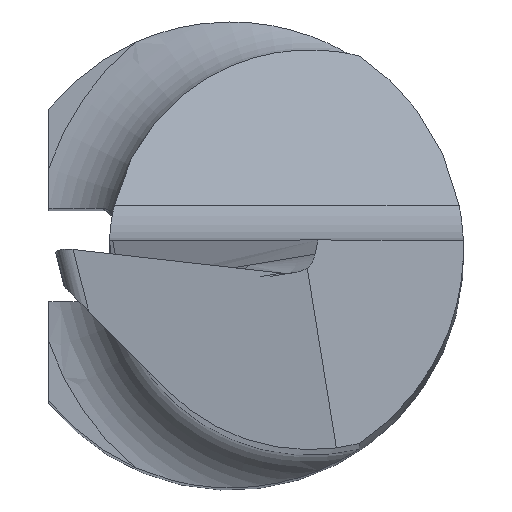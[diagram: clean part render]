
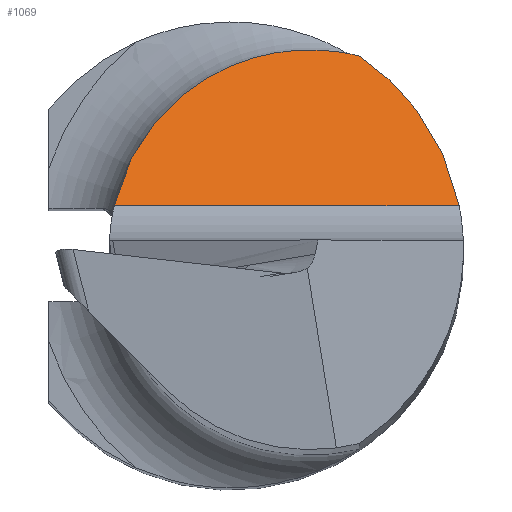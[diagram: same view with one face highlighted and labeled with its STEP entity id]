
A CAD part, top view. The second image highlights one B-rep face of the part: STEP entity #1069.
In plain terms, the highlighted planar face has unit normal (0, 0.766, 0.643).
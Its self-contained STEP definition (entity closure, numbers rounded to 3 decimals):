
#13 = EDGE_LOOP ( 'NONE', ( #1218, #39, #54 ) ) ;
#39 = ORIENTED_EDGE ( 'NONE', *, *, #991, .T. ) ;
#54 = ORIENTED_EDGE ( 'NONE', *, *, #851, .F. ) ;
#82 = CARTESIAN_POINT ( 'NONE',  ( 2.5, 0.474, 45.999 ) ) ;
#89 = CARTESIAN_POINT ( 'NONE',  ( 0.135, 2.402, 43.702 ) ) ;
#233 = CARTESIAN_POINT ( 'NONE',  ( 1.382, 2.083, 44.082 ) ) ;
#298 = VERTEX_POINT ( 'NONE', #931 ) ;
#351 = CARTESIAN_POINT ( 'NONE',  ( -0.963, 1.73, 44.503 ) ) ;
#369 = LINE ( 'NONE', #82, #970 ) ;
#450 = CARTESIAN_POINT ( 'NONE',  ( 2.455, 0.474, 45.999 ) ) ;
#493 = CARTESIAN_POINT ( 'NONE',  ( -1.247, 0.474, 45.999 ) ) ;
#504 = AXIS2_PLACEMENT_3D ( 'NONE', #674, #585, #971 ) ;
#548 = CARTESIAN_POINT ( 'NONE',  ( 2.326, 1.142, 45.204 ) ) ;
#550 = EDGE_CURVE ( 'NONE', #1202, #761, #369, .T. ) ;
#585 = DIRECTION ( 'NONE',  ( 0., -0.766, -0.643 ) ) ;
#664 =( BOUNDED_CURVE ( )  B_SPLINE_CURVE ( 3, ( #450, #548, #1192, #233 ),
 .UNSPECIFIED., .F., .F. ) 
 B_SPLINE_CURVE_WITH_KNOTS ( ( 4, 4 ),
 ( 4.903, 5.697 ),
 .UNSPECIFIED. ) 
 CURVE ( )  GEOMETRIC_REPRESENTATION_ITEM ( )  RATIONAL_B_SPLINE_CURVE ( ( 1., 0.948, 0.948, 1. ) ) 
 REPRESENTATION_ITEM ( '' )  );
#672 =( BOUNDED_CURVE ( )  B_SPLINE_CURVE ( 3, ( #1008, #351, #89, #940 ),
 .UNSPECIFIED., .F., .F. ) 
 B_SPLINE_CURVE_WITH_KNOTS ( ( 4, 4 ),
 ( 4.935, 6.533 ),
 .UNSPECIFIED. ) 
 CURVE ( )  GEOMETRIC_REPRESENTATION_ITEM ( )  RATIONAL_B_SPLINE_CURVE ( ( 1., 0.798, 0.798, 1. ) ) 
 REPRESENTATION_ITEM ( '' )  );
#674 = CARTESIAN_POINT ( 'NONE',  ( 2.5, 0.474, 45.999 ) ) ;
#761 = VERTEX_POINT ( 'NONE', #493 ) ;
#772 = FACE_OUTER_BOUND ( 'NONE', #13, .T. ) ;
#851 = EDGE_CURVE ( 'NONE', #761, #298, #672, .T. ) ;
#931 = CARTESIAN_POINT ( 'NONE',  ( 1.382, 2.083, 44.082 ) ) ;
#940 = CARTESIAN_POINT ( 'NONE',  ( 1.382, 2.083, 44.082 ) ) ;
#970 = VECTOR ( 'NONE', #1026, 1000. ) ;
#971 = DIRECTION ( 'NONE',  ( 0., 0.643, -0.766 ) ) ;
#991 = EDGE_CURVE ( 'NONE', #1202, #298, #664, .T. ) ;
#1008 = CARTESIAN_POINT ( 'NONE',  ( -1.247, 0.474, 45.999 ) ) ;
#1026 = DIRECTION ( 'NONE',  ( -1., 0., 0. ) ) ;
#1069 = ADVANCED_FACE ( 'NONE', ( #772 ), #1154, .F. ) ;
#1084 = CARTESIAN_POINT ( 'NONE',  ( 2.455, 0.474, 45.999 ) ) ;
#1154 = PLANE ( 'NONE',  #504 ) ;
#1192 = CARTESIAN_POINT ( 'NONE',  ( 1.949, 1.707, 44.53 ) ) ;
#1202 = VERTEX_POINT ( 'NONE', #1084 ) ;
#1218 = ORIENTED_EDGE ( 'NONE', *, *, #550, .F. ) ;
